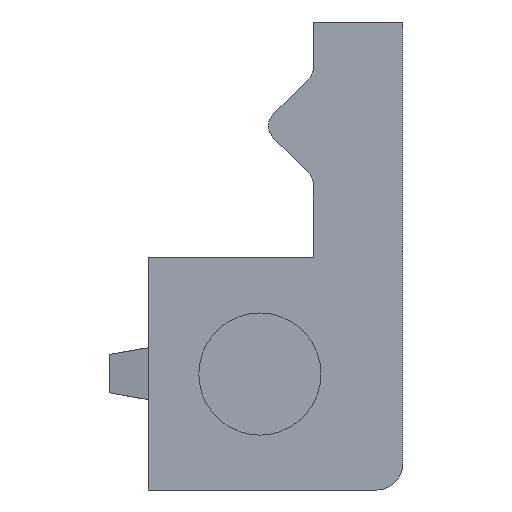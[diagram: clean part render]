
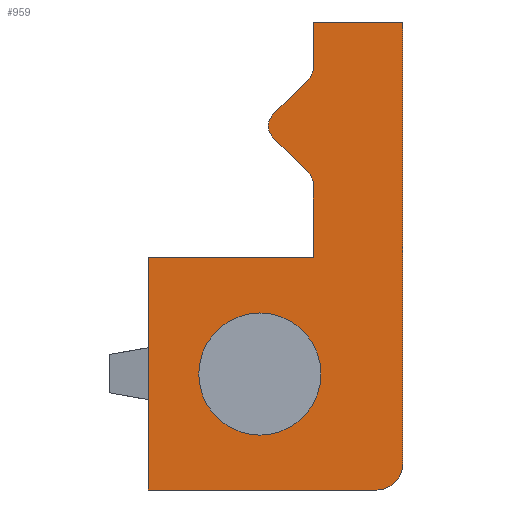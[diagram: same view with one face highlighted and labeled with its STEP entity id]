
A CAD part, left-side view. The second image highlights one B-rep face of the part: STEP entity #959.
In plain terms, the highlighted planar face has unit normal (-1, 0, 0).
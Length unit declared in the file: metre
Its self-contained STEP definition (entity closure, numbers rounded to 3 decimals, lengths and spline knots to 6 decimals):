
#22=CIRCLE('',#1028,0.001);
#25=CIRCLE('',#1033,0.00235);
#28=CIRCLE('',#1039,0.0006);
#30=CIRCLE('',#1042,0.0006);
#32=CIRCLE('',#1045,0.0006);
#211=ORIENTED_EDGE('',*,*,#406,.F.);
#212=ORIENTED_EDGE('',*,*,#377,.F.);
#213=ORIENTED_EDGE('',*,*,#407,.F.);
#214=ORIENTED_EDGE('',*,*,#408,.T.);
#215=ORIENTED_EDGE('',*,*,#409,.F.);
#216=ORIENTED_EDGE('',*,*,#385,.T.);
#217=ORIENTED_EDGE('',*,*,#410,.F.);
#218=ORIENTED_EDGE('',*,*,#389,.F.);
#219=ORIENTED_EDGE('',*,*,#411,.F.);
#220=ORIENTED_EDGE('',*,*,#393,.T.);
#221=ORIENTED_EDGE('',*,*,#412,.F.);
#222=ORIENTED_EDGE('',*,*,#413,.T.);
#223=ORIENTED_EDGE('',*,*,#414,.F.);
#224=ORIENTED_EDGE('',*,*,#382,.T.);
#377=EDGE_CURVE('',#478,#479,#22,.T.);
#382=EDGE_CURVE('',#483,#483,#25,.T.);
#385=EDGE_CURVE('',#486,#487,#28,.T.);
#389=EDGE_CURVE('',#490,#491,#30,.T.);
#393=EDGE_CURVE('',#494,#495,#32,.T.);
#406=EDGE_CURVE('',#479,#503,#597,.T.);
#407=EDGE_CURVE('',#504,#478,#598,.T.);
#408=EDGE_CURVE('',#504,#505,#599,.T.);
#409=EDGE_CURVE('',#486,#505,#600,.T.);
#410=EDGE_CURVE('',#491,#487,#601,.T.);
#411=EDGE_CURVE('',#494,#490,#602,.T.);
#412=EDGE_CURVE('',#506,#495,#603,.T.);
#413=EDGE_CURVE('',#506,#507,#604,.T.);
#414=EDGE_CURVE('',#503,#507,#605,.T.);
#478=VERTEX_POINT('',#1493);
#479=VERTEX_POINT('',#1494);
#483=VERTEX_POINT('',#1505);
#486=VERTEX_POINT('',#1514);
#487=VERTEX_POINT('',#1515);
#490=VERTEX_POINT('',#1523);
#491=VERTEX_POINT('',#1524);
#494=VERTEX_POINT('',#1532);
#495=VERTEX_POINT('',#1533);
#503=VERTEX_POINT('',#1556);
#504=VERTEX_POINT('',#1558);
#505=VERTEX_POINT('',#1560);
#506=VERTEX_POINT('',#1565);
#507=VERTEX_POINT('',#1567);
#597=LINE('',#1555,#700);
#598=LINE('',#1557,#701);
#599=LINE('',#1559,#702);
#600=LINE('',#1561,#703);
#601=LINE('',#1562,#704);
#602=LINE('',#1563,#705);
#603=LINE('',#1564,#706);
#604=LINE('',#1566,#707);
#605=LINE('',#1568,#708);
#700=VECTOR('',#1283,1.);
#701=VECTOR('',#1284,1.);
#702=VECTOR('',#1285,1.);
#703=VECTOR('',#1286,1.);
#704=VECTOR('',#1287,1.);
#705=VECTOR('',#1288,1.);
#706=VECTOR('',#1289,1.);
#707=VECTOR('',#1290,1.);
#708=VECTOR('',#1291,1.);
#766=EDGE_LOOP('',(#211,#212,#213,#214,#215,#216,#217,#218,#219,#220,#221,
#222,#223));
#767=EDGE_LOOP('',(#224));
#845=FACE_BOUND('',#766,.T.);
#846=FACE_BOUND('',#767,.T.);
#905=PLANE('',#1048);
#959=ADVANCED_FACE('',(#845,#846),#905,.F.);
#1028=AXIS2_PLACEMENT_3D('',#1492,#1224,#1225);
#1033=AXIS2_PLACEMENT_3D('',#1504,#1236,#1237);
#1039=AXIS2_PLACEMENT_3D('',#1513,#1248,#1249);
#1042=AXIS2_PLACEMENT_3D('',#1522,#1256,#1257);
#1045=AXIS2_PLACEMENT_3D('',#1531,#1264,#1265);
#1048=AXIS2_PLACEMENT_3D('',#1554,#1281,#1282);
#1224=DIRECTION('',(1.,0.,0.));
#1225=DIRECTION('',(0.,1.,0.));
#1236=DIRECTION('',(1.,0.,0.));
#1237=DIRECTION('',(0.,1.,0.));
#1248=DIRECTION('',(1.,0.,0.));
#1249=DIRECTION('',(0.,1.,0.));
#1256=DIRECTION('',(1.,0.,0.));
#1257=DIRECTION('',(0.,1.,0.));
#1264=DIRECTION('',(1.,0.,0.));
#1265=DIRECTION('',(0.,1.,0.));
#1281=DIRECTION('',(1.,0.,0.));
#1282=DIRECTION('',(0.,1.,0.));
#1283=DIRECTION('',(0.,1.,0.));
#1284=DIRECTION('',(0.,0.,-1.));
#1285=DIRECTION('',(0.,1.,0.));
#1286=DIRECTION('',(0.,0.,1.));
#1287=DIRECTION('',(0.,-0.707,0.707));
#1288=DIRECTION('',(0.,0.707,0.707));
#1289=DIRECTION('',(0.,0.,1.));
#1290=DIRECTION('',(0.,1.,0.));
#1291=DIRECTION('',(0.,0.,1.));
#1492=CARTESIAN_POINT('',(-0.4641,-0.154338,-0.066804));
#1493=CARTESIAN_POINT('',(-0.4641,-0.155338,-0.066804));
#1494=CARTESIAN_POINT('',(-0.4641,-0.154338,-0.067804));
#1504=CARTESIAN_POINT('',(-0.4641,-0.149838,-0.063344));
#1505=CARTESIAN_POINT('',(-0.4641,-0.147488,-0.063344));
#1513=CARTESIAN_POINT('',(-0.4641,-0.151288,-0.051576));
#1514=CARTESIAN_POINT('',(-0.4641,-0.151888,-0.051576));
#1515=CARTESIAN_POINT('',(-0.4641,-0.151712,-0.052001));
#1522=CARTESIAN_POINT('',(-0.4641,-0.150757,-0.053804));
#1523=CARTESIAN_POINT('',(-0.4641,-0.150332,-0.054228));
#1524=CARTESIAN_POINT('',(-0.4641,-0.150332,-0.05338));
#1531=CARTESIAN_POINT('',(-0.4641,-0.151288,-0.056032));
#1532=CARTESIAN_POINT('',(-0.4641,-0.151712,-0.055608));
#1533=CARTESIAN_POINT('',(-0.4641,-0.151888,-0.056032));
#1554=CARTESIAN_POINT('',(-0.4641,-0.145297,-0.053908));
#1555=CARTESIAN_POINT('',(-0.4641,-0.150338,-0.067804));
#1556=CARTESIAN_POINT('',(-0.4641,-0.145538,-0.067804));
#1557=CARTESIAN_POINT('',(-0.4641,-0.155338,-0.058804));
#1558=CARTESIAN_POINT('',(-0.4641,-0.155338,-0.049804));
#1559=CARTESIAN_POINT('',(-0.4641,-0.153314,-0.049804));
#1560=CARTESIAN_POINT('',(-0.4641,-0.151888,-0.049804));
#1561=CARTESIAN_POINT('',(-0.4641,-0.151888,-0.057319));
#1562=CARTESIAN_POINT('',(-0.4641,-0.150898,-0.052815));
#1563=CARTESIAN_POINT('',(-0.4641,-0.150898,-0.054794));
#1564=CARTESIAN_POINT('',(-0.4641,-0.151888,-0.057319));
#1565=CARTESIAN_POINT('',(-0.4641,-0.151888,-0.058854));
#1566=CARTESIAN_POINT('',(-0.4641,-0.148613,-0.058854));
#1567=CARTESIAN_POINT('',(-0.4641,-0.145538,-0.058854));
#1568=CARTESIAN_POINT('',(-0.4641,-0.145538,-0.053908));
